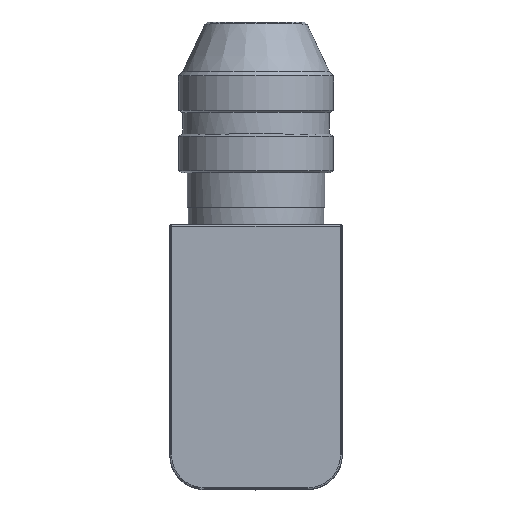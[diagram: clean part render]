
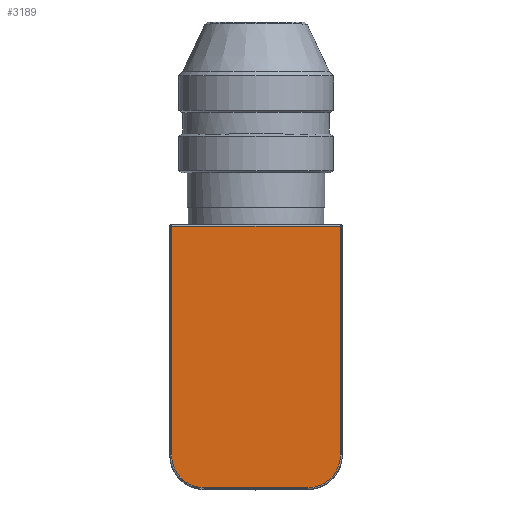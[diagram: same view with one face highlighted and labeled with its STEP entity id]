
A CAD part, top view. The second image highlights one B-rep face of the part: STEP entity #3189.
In plain terms, the highlighted planar face has unit normal (0, 0, 1).
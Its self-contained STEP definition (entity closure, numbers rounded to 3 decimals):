
#3129=AXIS2_PLACEMENT_3D('Plane Axis2P3D',#3126,#3127,#3128) ;
#2600=CARTESIAN_POINT('Vertex',(0.2,30.55,36.9)) ;
#2622=CARTESIAN_POINT('Line Origine',(5.,30.55,36.9)) ;
#2626=CARTESIAN_POINT('Vertex',(19.8,30.55,36.9)) ;
#3111=CARTESIAN_POINT('Vertex',(0.2,4.,36.9)) ;
#3114=CARTESIAN_POINT('Line Origine',(0.2,9.972,36.9)) ;
#3126=CARTESIAN_POINT('Axis2P3D Location',(10.,15.943,36.9)) ;
#3132=CARTESIAN_POINT('Control Point',(4.,0.2,36.9)) ;
#3133=CARTESIAN_POINT('Control Point',(3.618,0.2,36.9)) ;
#3134=CARTESIAN_POINT('Control Point',(3.236,0.248,36.9)) ;
#3135=CARTESIAN_POINT('Control Point',(2.862,0.344,36.9)) ;
#3136=CARTESIAN_POINT('Control Point',(2.146,0.628,36.9)) ;
#3137=CARTESIAN_POINT('Control Point',(1.523,1.08,36.9)) ;
#3138=CARTESIAN_POINT('Control Point',(1.242,1.344,36.9)) ;
#3139=CARTESIAN_POINT('Control Point',(0.751,1.938,36.9)) ;
#3140=CARTESIAN_POINT('Control Point',(0.423,2.634,36.9)) ;
#3141=CARTESIAN_POINT('Control Point',(0.303,3.002,36.9)) ;
#3142=CARTESIAN_POINT('Control Point',(0.223,3.427,36.9)) ;
#3143=CARTESIAN_POINT('Control Point',(0.202,3.857,36.9)) ;
#3144=CARTESIAN_POINT('Control Point',(0.201,3.904,36.9)) ;
#3145=CARTESIAN_POINT('Control Point',(0.2,3.952,36.9)) ;
#3146=CARTESIAN_POINT('Control Point',(0.2,4.,36.9)) ;
#3147=CARTESIAN_POINT('Vertex',(4.,0.2,36.9)) ;
#3150=CARTESIAN_POINT('Line Origine',(10.,0.2,36.9)) ;
#3154=CARTESIAN_POINT('Vertex',(16.,0.2,36.9)) ;
#3158=CARTESIAN_POINT('Control Point',(19.8,4.,36.9)) ;
#3159=CARTESIAN_POINT('Control Point',(19.8,3.618,36.9)) ;
#3160=CARTESIAN_POINT('Control Point',(19.752,3.236,36.9)) ;
#3161=CARTESIAN_POINT('Control Point',(19.656,2.862,36.9)) ;
#3162=CARTESIAN_POINT('Control Point',(19.372,2.146,36.9)) ;
#3163=CARTESIAN_POINT('Control Point',(18.92,1.523,36.9)) ;
#3164=CARTESIAN_POINT('Control Point',(18.656,1.242,36.9)) ;
#3165=CARTESIAN_POINT('Control Point',(18.062,0.751,36.9)) ;
#3166=CARTESIAN_POINT('Control Point',(17.366,0.423,36.9)) ;
#3167=CARTESIAN_POINT('Control Point',(16.998,0.303,36.9)) ;
#3168=CARTESIAN_POINT('Control Point',(16.573,0.223,36.9)) ;
#3169=CARTESIAN_POINT('Control Point',(16.143,0.202,36.9)) ;
#3170=CARTESIAN_POINT('Control Point',(16.096,0.201,36.9)) ;
#3171=CARTESIAN_POINT('Control Point',(16.048,0.2,36.9)) ;
#3172=CARTESIAN_POINT('Control Point',(16.,0.2,36.9)) ;
#3173=CARTESIAN_POINT('Vertex',(19.8,4.,36.9)) ;
#3176=CARTESIAN_POINT('Line Origine',(19.8,17.275,36.9)) ;
#2623=DIRECTION('Vector Direction',(1.,0.,0.)) ;
#3115=DIRECTION('Vector Direction',(0.,1.,0.)) ;
#3127=DIRECTION('Axis2P3D Direction',(0.,0.,1.)) ;
#3128=DIRECTION('Axis2P3D XDirection',(1.,0.,0.)) ;
#3151=DIRECTION('Vector Direction',(-1.,0.,0.)) ;
#3177=DIRECTION('Vector Direction',(0.,-1.,0.)) ;
#2624=VECTOR('Line Direction',#2623,1.) ;
#3116=VECTOR('Line Direction',#3115,1.) ;
#3152=VECTOR('Line Direction',#3151,1.) ;
#3178=VECTOR('Line Direction',#3177,1.) ;
#3182=ORIENTED_EDGE('',*,*,#2628,.F.) ;
#3183=ORIENTED_EDGE('',*,*,#3118,.F.) ;
#3184=ORIENTED_EDGE('',*,*,#3149,.F.) ;
#3185=ORIENTED_EDGE('',*,*,#3156,.F.) ;
#3186=ORIENTED_EDGE('',*,*,#3175,.F.) ;
#3187=ORIENTED_EDGE('',*,*,#3180,.F.) ;
#3189=ADVANCED_FACE('Hauptkoerper',(#3188),#3130,.T.) ;
#3131=B_SPLINE_CURVE_WITH_KNOTS('',5,(#3132,#3133,#3134,#3135,#3136,#3137,#3138,#3139,#3140,#3141,#3142,#3143,#3144,#3145,#3146),.UNSPECIFIED.,.F.,.U.,(6,3,3,3,6),(0.,2.701,5.402,8.103,8.441),.UNSPECIFIED.) ;
#3157=B_SPLINE_CURVE_WITH_KNOTS('',5,(#3158,#3159,#3160,#3161,#3162,#3163,#3164,#3165,#3166,#3167,#3168,#3169,#3170,#3171,#3172),.UNSPECIFIED.,.F.,.U.,(6,3,3,3,6),(0.,2.701,5.402,8.103,8.441),.UNSPECIFIED.) ;
#2628=EDGE_CURVE('',#2601,#2627,#2625,.T.) ;
#3118=EDGE_CURVE('',#3112,#2601,#3117,.T.) ;
#3149=EDGE_CURVE('',#3148,#3112,#3131,.T.) ;
#3156=EDGE_CURVE('',#3155,#3148,#3153,.T.) ;
#3175=EDGE_CURVE('',#3174,#3155,#3157,.T.) ;
#3180=EDGE_CURVE('',#2627,#3174,#3179,.T.) ;
#3181=EDGE_LOOP('',(#3182,#3183,#3184,#3185,#3186,#3187)) ;
#3188=FACE_OUTER_BOUND('',#3181,.T.) ;
#2625=LINE('Line',#2622,#2624) ;
#3117=LINE('Line',#3114,#3116) ;
#3153=LINE('Line',#3150,#3152) ;
#3179=LINE('Line',#3176,#3178) ;
#3130=PLANE('',#3129) ;
#2601=VERTEX_POINT('',#2600) ;
#2627=VERTEX_POINT('',#2626) ;
#3112=VERTEX_POINT('',#3111) ;
#3148=VERTEX_POINT('',#3147) ;
#3155=VERTEX_POINT('',#3154) ;
#3174=VERTEX_POINT('',#3173) ;
